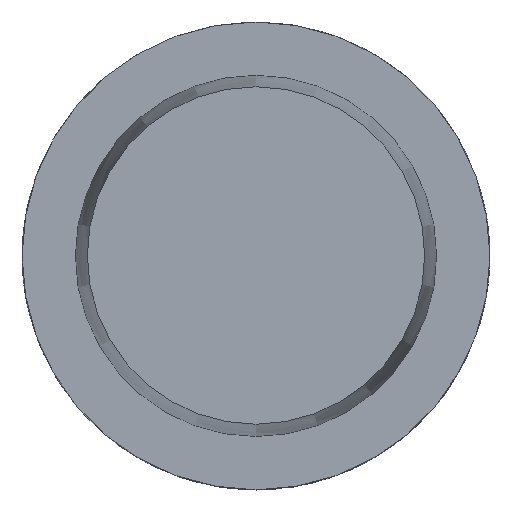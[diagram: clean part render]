
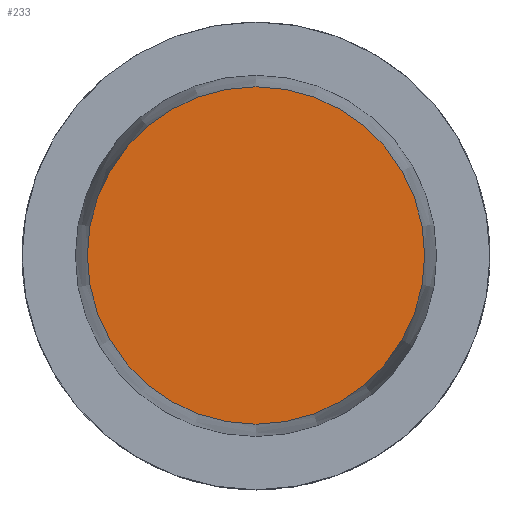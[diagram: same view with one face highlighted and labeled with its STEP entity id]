
A CAD part, top view. The second image highlights one B-rep face of the part: STEP entity #233.
In plain terms, the highlighted planar face has unit normal (0, 0, 1).
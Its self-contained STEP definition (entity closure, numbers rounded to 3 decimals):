
#233=ADVANCED_FACE('',(#362),#288,.F.);
#288=PLANE('',#1738);
#362=FACE_OUTER_BOUND('',#462,.T.);
#462=EDGE_LOOP('',(#942));
#520=CIRCLE('',#1737,22.717);
#942=ORIENTED_EDGE('',*,*,#1304,.T.);
#1092=VERTEX_POINT('',#2740);
#1304=EDGE_CURVE('',#1092,#1092,#520,.T.);
#1737=AXIS2_PLACEMENT_3D('',#2739,#2158,#2159);
#1738=AXIS2_PLACEMENT_3D('',#2741,#2160,#2161);
#2158=DIRECTION('',(0.,0.,1.));
#2159=DIRECTION('',(0.,-1.,0.));
#2160=DIRECTION('',(0.,0.,-1.));
#2161=DIRECTION('',(0.,-1.,0.));
#2739=CARTESIAN_POINT('',(0.,0.,32.));
#2740=CARTESIAN_POINT('',(0.,-22.717,32.));
#2741=CARTESIAN_POINT('',(0.,0.,32.));
